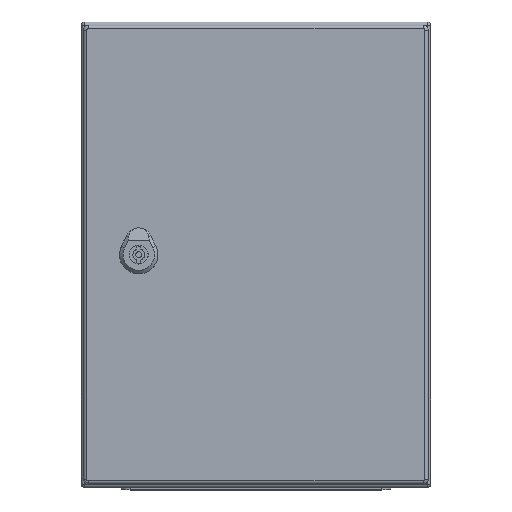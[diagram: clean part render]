
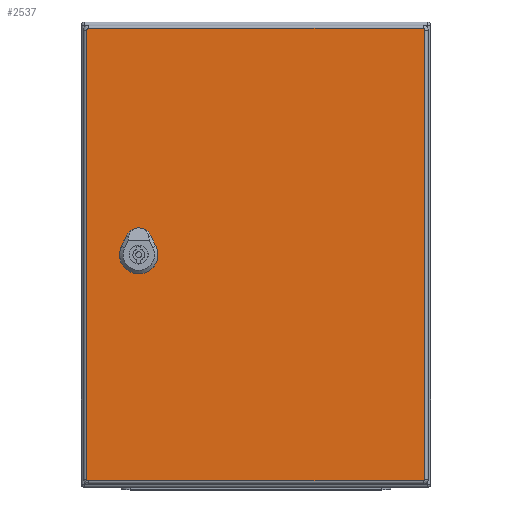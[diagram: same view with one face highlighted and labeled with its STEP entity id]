
A CAD part, top view. The second image highlights one B-rep face of the part: STEP entity #2537.
In plain terms, the highlighted face is planar.
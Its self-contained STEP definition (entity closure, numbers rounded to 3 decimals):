
#1512=FACE_BOUND('',#3833,.T.);
#1513=FACE_BOUND('',#3834,.T.);
#2091=CIRCLE('',#10472,11.25);
#2092=CIRCLE('',#10473,11.25);
#2093=CIRCLE('',#10474,11.25);
#2094=CIRCLE('',#10475,11.25);
#2095=CIRCLE('',#10476,1.4);
#2096=CIRCLE('',#10477,1.4);
#2097=CIRCLE('',#10478,1.4);
#2098=CIRCLE('',#10479,1.4);
#2537=ADVANCED_FACE('',(#1512,#1513),#2840,.F.);
#2840=PLANE('',#10480);
#3833=EDGE_LOOP('',(#5557,#5558,#5559,#5560,#5561,#5562,#5563,#5564));
#3834=EDGE_LOOP('',(#5565,#5566,#5567,#5568,#5569,#5570,#5571,#5572));
#5557=ORIENTED_EDGE('',*,*,#8061,.T.);
#5558=ORIENTED_EDGE('',*,*,#8062,.T.);
#5559=ORIENTED_EDGE('',*,*,#8063,.T.);
#5560=ORIENTED_EDGE('',*,*,#8064,.T.);
#5561=ORIENTED_EDGE('',*,*,#8065,.T.);
#5562=ORIENTED_EDGE('',*,*,#8066,.T.);
#5563=ORIENTED_EDGE('',*,*,#8067,.T.);
#5564=ORIENTED_EDGE('',*,*,#8068,.T.);
#5565=ORIENTED_EDGE('',*,*,#8069,.F.);
#5566=ORIENTED_EDGE('',*,*,#8070,.F.);
#5567=ORIENTED_EDGE('',*,*,#8071,.F.);
#5568=ORIENTED_EDGE('',*,*,#8072,.F.);
#5569=ORIENTED_EDGE('',*,*,#8073,.F.);
#5570=ORIENTED_EDGE('',*,*,#8074,.F.);
#5571=ORIENTED_EDGE('',*,*,#8075,.F.);
#5572=ORIENTED_EDGE('',*,*,#8076,.F.);
#7011=VERTEX_POINT('',#15549);
#7012=VERTEX_POINT('',#15550);
#7013=VERTEX_POINT('',#15552);
#7014=VERTEX_POINT('',#15554);
#7015=VERTEX_POINT('',#15556);
#7016=VERTEX_POINT('',#15558);
#7017=VERTEX_POINT('',#15560);
#7018=VERTEX_POINT('',#15562);
#7019=VERTEX_POINT('',#15565);
#7020=VERTEX_POINT('',#15566);
#7021=VERTEX_POINT('',#15568);
#7022=VERTEX_POINT('',#15570);
#7023=VERTEX_POINT('',#15572);
#7024=VERTEX_POINT('',#15574);
#7025=VERTEX_POINT('',#15576);
#7026=VERTEX_POINT('',#15578);
#8061=EDGE_CURVE('',#7011,#7012,#8891,.T.);
#8062=EDGE_CURVE('',#7012,#7013,#2091,.T.);
#8063=EDGE_CURVE('',#7013,#7014,#8892,.T.);
#8064=EDGE_CURVE('',#7014,#7015,#2092,.T.);
#8065=EDGE_CURVE('',#7015,#7016,#8893,.T.);
#8066=EDGE_CURVE('',#7016,#7017,#2093,.T.);
#8067=EDGE_CURVE('',#7017,#7018,#8894,.T.);
#8068=EDGE_CURVE('',#7018,#7011,#2094,.T.);
#8069=EDGE_CURVE('',#7019,#7020,#2095,.T.);
#8070=EDGE_CURVE('',#7021,#7019,#8895,.T.);
#8071=EDGE_CURVE('',#7022,#7021,#2096,.T.);
#8072=EDGE_CURVE('',#7023,#7022,#8896,.T.);
#8073=EDGE_CURVE('',#7024,#7023,#2097,.T.);
#8074=EDGE_CURVE('',#7025,#7024,#8897,.T.);
#8075=EDGE_CURVE('',#7026,#7025,#2098,.T.);
#8076=EDGE_CURVE('',#7020,#7026,#8898,.T.);
#8891=LINE('',#15548,#9577);
#8892=LINE('',#15553,#9578);
#8893=LINE('',#15557,#9579);
#8894=LINE('',#15561,#9580);
#8895=LINE('',#15567,#9581);
#8896=LINE('',#15571,#9582);
#8897=LINE('',#15575,#9583);
#8898=LINE('',#15579,#9584);
#9577=VECTOR('',#12553,1.);
#9578=VECTOR('',#12556,1.);
#9579=VECTOR('',#12559,1.);
#9580=VECTOR('',#12562,1.);
#9581=VECTOR('',#12567,1.);
#9582=VECTOR('',#12570,1.);
#9583=VECTOR('',#12573,1.);
#9584=VECTOR('',#12576,1.);
#10472=AXIS2_PLACEMENT_3D('',#15551,#12554,#12555);
#10473=AXIS2_PLACEMENT_3D('',#15555,#12557,#12558);
#10474=AXIS2_PLACEMENT_3D('',#15559,#12560,#12561);
#10475=AXIS2_PLACEMENT_3D('',#15563,#12563,#12564);
#10476=AXIS2_PLACEMENT_3D('',#15564,#12565,#12566);
#10477=AXIS2_PLACEMENT_3D('',#15569,#12568,#12569);
#10478=AXIS2_PLACEMENT_3D('',#15573,#12571,#12572);
#10479=AXIS2_PLACEMENT_3D('',#15577,#12574,#12575);
#10480=AXIS2_PLACEMENT_3D('',#15580,#12577,#12578);
#12553=DIRECTION('',(-1.,0.,0.));
#12554=DIRECTION('',(0.,0.,1.));
#12555=DIRECTION('',(1.,0.,0.));
#12556=DIRECTION('',(0.,-1.,0.));
#12557=DIRECTION('',(0.,0.,1.));
#12558=DIRECTION('',(1.,0.,0.));
#12559=DIRECTION('',(1.,0.,0.));
#12560=DIRECTION('',(0.,0.,1.));
#12561=DIRECTION('',(1.,0.,0.));
#12562=DIRECTION('',(0.,1.,0.));
#12563=DIRECTION('',(0.,0.,1.));
#12564=DIRECTION('',(1.,0.,0.));
#12565=DIRECTION('',(0.,0.,1.));
#12566=DIRECTION('',(1.,0.,0.));
#12567=DIRECTION('',(0.,-1.,0.));
#12568=DIRECTION('',(0.,0.,1.));
#12569=DIRECTION('',(1.,0.,0.));
#12570=DIRECTION('',(-1.,0.,0.));
#12571=DIRECTION('',(0.,0.,1.));
#12572=DIRECTION('',(1.,0.,0.));
#12573=DIRECTION('',(0.,1.,0.));
#12574=DIRECTION('',(0.,0.,1.));
#12575=DIRECTION('',(1.,0.,0.));
#12576=DIRECTION('',(1.,0.,0.));
#12577=DIRECTION('',(0.,0.,1.));
#12578=DIRECTION('',(1.,0.,0.));
#15548=CARTESIAN_POINT('',(-143.95,10.2,0.));
#15549=CARTESIAN_POINT('',(105.396,10.2,0.));
#15550=CARTESIAN_POINT('',(95.904,10.2,0.));
#15551=CARTESIAN_POINT('',(100.65,0.,0.));
#15552=CARTESIAN_POINT('',(90.45,4.746,0.));
#15553=CARTESIAN_POINT('',(90.45,193.,0.));
#15554=CARTESIAN_POINT('',(90.45,-4.746,0.));
#15555=CARTESIAN_POINT('',(100.65,0.,0.));
#15556=CARTESIAN_POINT('',(95.904,-10.2,0.));
#15557=CARTESIAN_POINT('',(-143.95,-10.2,0.));
#15558=CARTESIAN_POINT('',(105.396,-10.2,0.));
#15559=CARTESIAN_POINT('',(100.65,0.,0.));
#15560=CARTESIAN_POINT('',(110.85,-4.746,0.));
#15561=CARTESIAN_POINT('',(110.85,193.,0.));
#15562=CARTESIAN_POINT('',(110.85,4.746,0.));
#15563=CARTESIAN_POINT('',(100.65,0.,0.));
#15564=CARTESIAN_POINT('',(-143.95,-193.,0.));
#15565=CARTESIAN_POINT('',(-145.35,-193.,0.));
#15566=CARTESIAN_POINT('',(-143.95,-194.4,0.));
#15567=CARTESIAN_POINT('',(-145.35,193.,0.));
#15568=CARTESIAN_POINT('',(-145.35,193.,0.));
#15569=CARTESIAN_POINT('',(-143.95,193.,0.));
#15570=CARTESIAN_POINT('',(-143.95,194.4,0.));
#15571=CARTESIAN_POINT('',(143.95,194.4,0.));
#15572=CARTESIAN_POINT('',(143.95,194.4,0.));
#15573=CARTESIAN_POINT('',(143.95,193.,0.));
#15574=CARTESIAN_POINT('',(145.35,193.,0.));
#15575=CARTESIAN_POINT('',(145.35,-193.,0.));
#15576=CARTESIAN_POINT('',(145.35,-193.,0.));
#15577=CARTESIAN_POINT('',(143.95,-193.,0.));
#15578=CARTESIAN_POINT('',(143.95,-194.4,0.));
#15579=CARTESIAN_POINT('',(-143.95,-194.4,0.));
#15580=CARTESIAN_POINT('',(-143.95,193.,0.));
